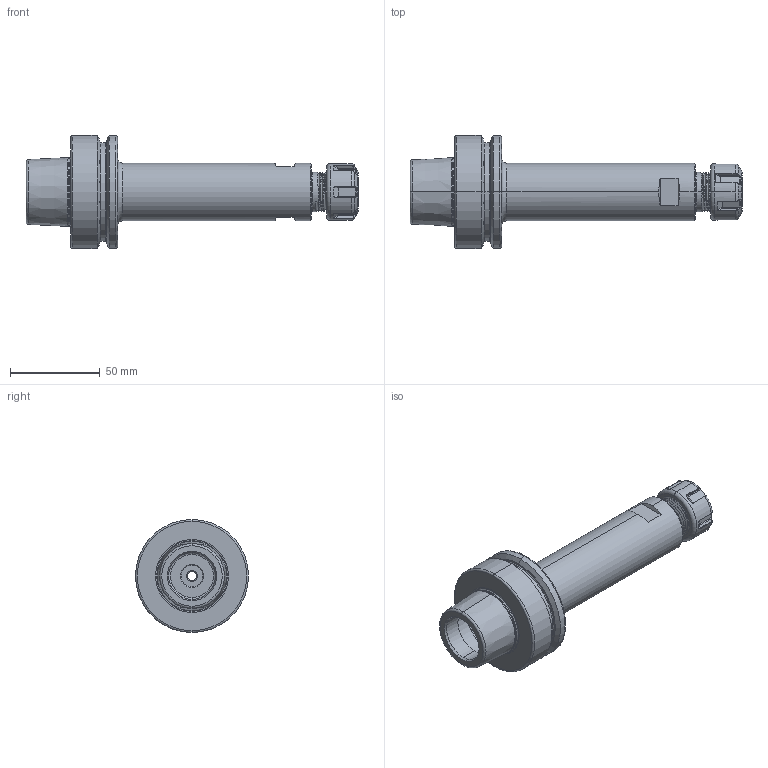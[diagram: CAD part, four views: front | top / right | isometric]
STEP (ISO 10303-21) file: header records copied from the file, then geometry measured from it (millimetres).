
FILE_DESCRIPTION (( 'STEP AP203' ), '1' );
FILE_NAME ('F63.02.10.2.STEP', '2017-12-25T09:52:20', ( '' ), ( '' ), 'SwSTEP 2.0', 'SolidWorks 2012', '' );
FILE_SCHEMA (( 'CONFIG_CONTROL_DESIGN' ));
Length unit declared in the file: millimetre
Products named in the file (3): F63.02.10.2; 2-01.100.0160180C7_ER16螺帽(六溝)
Assembly tree (2 placements, depth 2):
  F63.02.10.2
    F63.02.10.2
    2-01.100.0160180C7_ER16螺帽(六溝)
Bounding box: 185 x 63 x 63 mm (x, y, z)
Volume: 170898.3 mm3; surface area: 39862.2 mm2
Topology: 2 solids, 2 shells, 390 faces, 969 edges, 592 vertices
Faces by surface type: cylinder 180, bspline 68, plane 59, torus 52, cone 31
Entity records: 23476 total; most frequent: CARTESIAN_POINT 15287, ORIENTED_EDGE 1938, DIRECTION 1316, EDGE_CURVE 969, VERTEX_POINT 592, AXIS2_PLACEMENT_3D 520, EDGE_LOOP 403, ADVANCED_FACE 390
